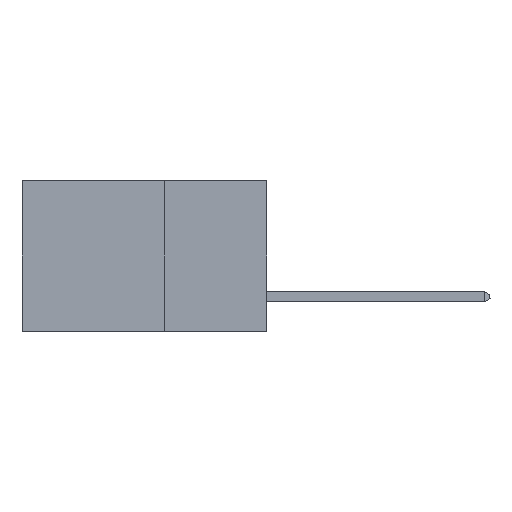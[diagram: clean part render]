
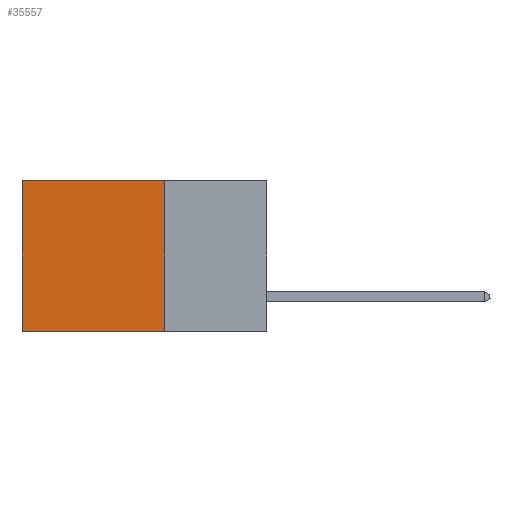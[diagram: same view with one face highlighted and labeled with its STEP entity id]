
A CAD part, left-side view. The second image highlights one B-rep face of the part: STEP entity #35557.
In plain terms, the highlighted planar face has unit normal (-1, 0, 0).
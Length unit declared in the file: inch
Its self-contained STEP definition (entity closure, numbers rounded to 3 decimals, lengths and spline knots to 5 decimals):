
#1417 = DIRECTION ( 'NONE',  ( 1., 0., 0. ) ) ;
#1817 = EDGE_CURVE ( 'NONE', #22764, #6960, #2875, .T. ) ;
#2301 = CARTESIAN_POINT ( 'NONE',  ( 0.2875, 0.6, 0. ) ) ;
#2875 = LINE ( 'NONE', #38196, #7770 ) ;
#5083 = VERTEX_POINT ( 'NONE', #16394 ) ;
#5459 = CARTESIAN_POINT ( 'NONE',  ( 0.2875, 0.25, 0. ) ) ;
#5992 = DIRECTION ( 'NONE',  ( 0., 0., -1. ) ) ;
#6960 = VERTEX_POINT ( 'NONE', #2301 ) ;
#7770 = VECTOR ( 'NONE', #31844, 39.37008 ) ;
#10021 = DIRECTION ( 'NONE',  ( 0., 1., 0. ) ) ;
#13502 = LINE ( 'NONE', #28647, #29815 ) ;
#13885 = ORIENTED_EDGE ( 'NONE', *, *, #19918, .F. ) ;
#15173 = VECTOR ( 'NONE', #10021, 39.37008 ) ;
#16227 = FACE_OUTER_BOUND ( 'NONE', #18409, .T. ) ;
#16394 = CARTESIAN_POINT ( 'NONE',  ( 0.2875, 0.25, -0.37 ) ) ;
#17729 = VECTOR ( 'NONE', #22677, 39.37008 ) ;
#18409 = EDGE_LOOP ( 'NONE', ( #22773, #13885, #18639, #25420 ) ) ;
#18639 = ORIENTED_EDGE ( 'NONE', *, *, #22133, .F. ) ;
#19455 = PLANE ( 'NONE',  #22372 ) ;
#19918 = EDGE_CURVE ( 'NONE', #5083, #22887, #33939, .T. ) ;
#22133 = EDGE_CURVE ( 'NONE', #22764, #5083, #13502, .T. ) ;
#22372 = AXIS2_PLACEMENT_3D ( 'NONE', #26254, #1417, #32274 ) ;
#22677 = DIRECTION ( 'NONE',  ( 0., 0., -1. ) ) ;
#22764 = VERTEX_POINT ( 'NONE', #5459 ) ;
#22773 = ORIENTED_EDGE ( 'NONE', *, *, #27203, .T. ) ;
#22887 = VERTEX_POINT ( 'NONE', #34847 ) ;
#25420 = ORIENTED_EDGE ( 'NONE', *, *, #1817, .T. ) ;
#26117 = LINE ( 'NONE', #38389, #17729 ) ;
#26254 = CARTESIAN_POINT ( 'NONE',  ( 0.2875, 0.25, 0. ) ) ;
#27203 = EDGE_CURVE ( 'NONE', #6960, #22887, #26117, .T. ) ;
#28647 = CARTESIAN_POINT ( 'NONE',  ( 0.2875, 0.25, 0. ) ) ;
#29055 = CARTESIAN_POINT ( 'NONE',  ( 0.2875, 0.25, -0.37 ) ) ;
#29815 = VECTOR ( 'NONE', #5992, 39.37008 ) ;
#31844 = DIRECTION ( 'NONE',  ( 0., 1., 0. ) ) ;
#32274 = DIRECTION ( 'NONE',  ( 0., 0., -1. ) ) ;
#33939 = LINE ( 'NONE', #29055, #15173 ) ;
#34847 = CARTESIAN_POINT ( 'NONE',  ( 0.2875, 0.6, -0.37 ) ) ;
#35557 = ADVANCED_FACE ( 'NONE', ( #16227 ), #19455, .F. ) ;
#38196 = CARTESIAN_POINT ( 'NONE',  ( 0.2875, 0.25, 0. ) ) ;
#38389 = CARTESIAN_POINT ( 'NONE',  ( 0.2875, 0.6, 0. ) ) ;
